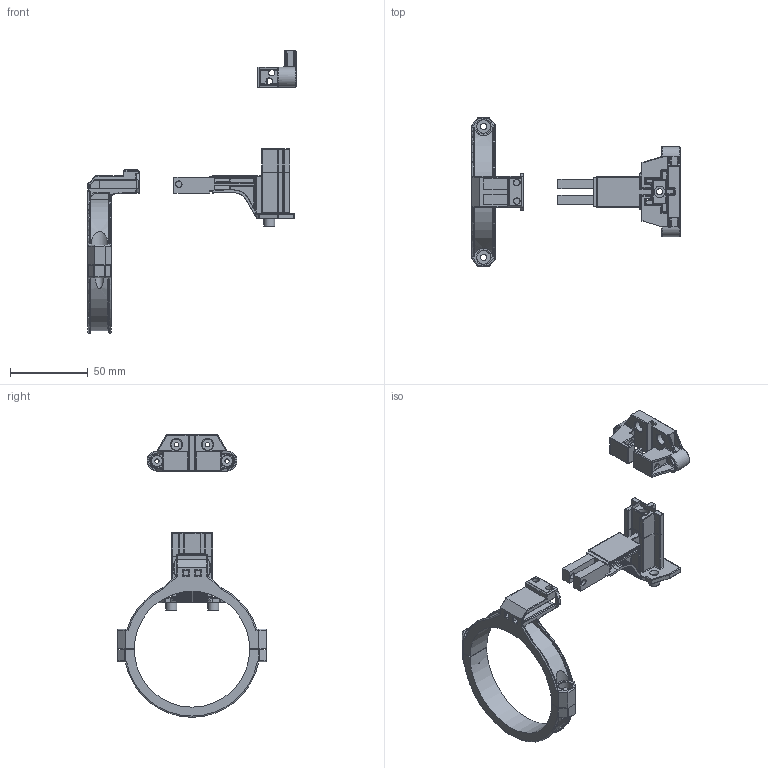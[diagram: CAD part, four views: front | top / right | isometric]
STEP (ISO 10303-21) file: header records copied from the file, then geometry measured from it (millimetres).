
FILE_DESCRIPTION(/* description */ (''),/* implementation_level */ '2;1');
FILE_NAME(/* name */ 'final_assembly_camera_holder_filleted.stp',/* time_stamp */ '2023-09-11T15:47:41+02:00',/* author */ ('caubeeluck'),/* organization */ (''),/* preprocessor_version */ 'ST-DEVELOPER v19',/* originating_system */ 'Autodesk Inventor 2023',/* authorisation */ '');
FILE_SCHEMA (('AUTOMOTIVE_DESIGN { 1 0 10303 214 3 1 1 }'));
Length unit declared in the file: inch
Products named in the file (6): final_assembly_camera_holder_filleted; final_assembly_camera_holder_filleted1; final_assembly_camera_holder_filleted2; final_assembly_camera_holder_filleted3; final_assembly_camera_holder_filleted4; final_assembly_camera_holder_filleted5
Assembly tree (5 placements, depth 2):
  final_assembly_camera_holder_filleted
    final_assembly_camera_holder_filleted1
    final_assembly_camera_holder_filleted2
    final_assembly_camera_holder_filleted3
    final_assembly_camera_holder_filleted4
    final_assembly_camera_holder_filleted5
Bounding box: 133.65 x 95.8 x 181.36 mm (x, y, z)
Volume: 56607.1 mm3; surface area: 38984.2 mm2
Topology: 5 solids, 5 shells, 1459 faces, 3873 edges, 2401 vertices
Faces by surface type: plane 794, cylinder 445, bspline 95, torus 61, sphere 56, cone 8
Full cylindrical faces by diameter (mm): 2.75 x4, 2.9 x2, 4 x12, 4.05 x4, 5.38 x2, 5.4 x1, 6.37 x1, 7 x8, 7.17 x2, 8.8 x4
Entity records: 47581 total; most frequent: CARTESIAN_POINT 11312, ORIENTED_EDGE 7682, DIRECTION 7328, EDGE_CURVE 3841, LINE 2678, VECTOR 2678, VERTEX_POINT 2401, AXIS2_PLACEMENT_3D 2325
